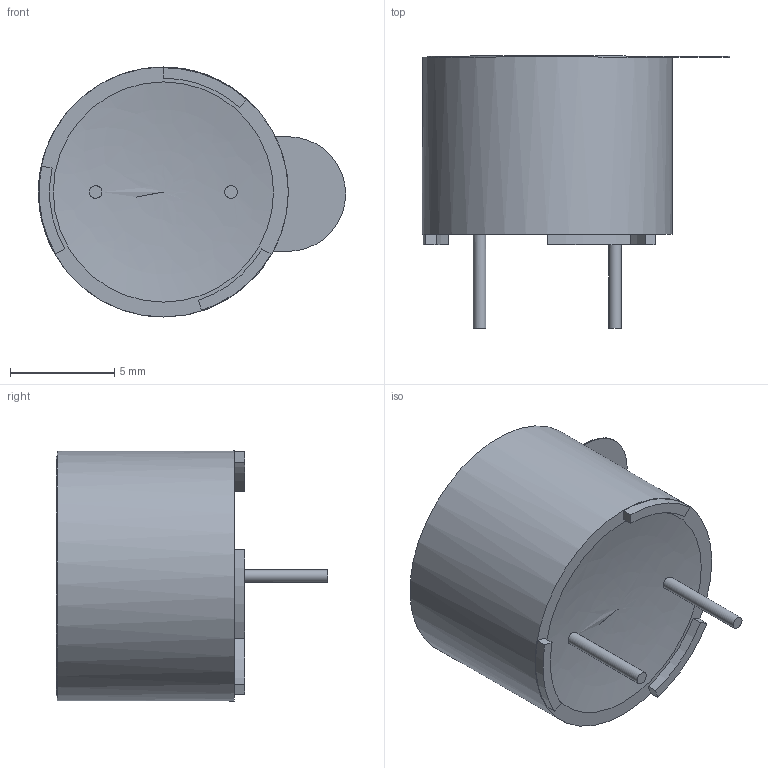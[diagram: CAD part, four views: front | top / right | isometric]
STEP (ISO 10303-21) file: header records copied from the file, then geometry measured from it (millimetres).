
FILE_DESCRIPTION(/* description */ (''),/* implementation_level */ '2;1');
FILE_NAME(/* name */ 'AT-1224-TWT-R.ipt.step',/* time_stamp */ '2024-02-07T22:31:42-05:00',/* author */ ('J.D.'),/* organization */ (''),/* preprocessor_version */ 'ST-DEVELOPER v20',/* originating_system */ 'Autodesk Inventor 2024',/* authorisation */ '');
FILE_SCHEMA (('AUTOMOTIVE_DESIGN { 1 0 10303 214 3 1 1 }'));
Length unit declared in the file: millimetre
Products named in the file (1): AT-1224-TWT-R
Bounding box: 14.75 x 13.05 x 12 mm (x, y, z)
Volume: 668.9 mm3; surface area: 906.1 mm2
Topology: 1 solids, 2 shells, 34 faces, 73 edges, 48 vertices
Faces by surface type: plane 20, cylinder 13, bspline 1
Full cylindrical faces by diameter (mm): 0.6 x2, 2.2 x1, 11 x1, 12 x1
Entity records: 1160 total; most frequent: CARTESIAN_POINT 301, DIRECTION 161, ORIENTED_EDGE 144, EDGE_CURVE 72, AXIS2_PLACEMENT_3D 61, VERTEX_POINT 48, EDGE_LOOP 40, LINE 39
